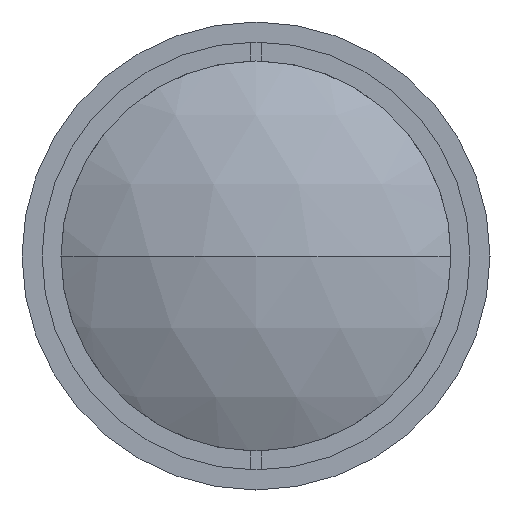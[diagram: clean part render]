
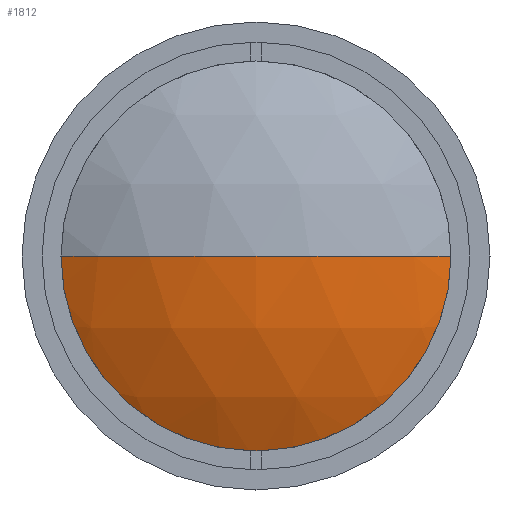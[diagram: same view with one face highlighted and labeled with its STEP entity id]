
A CAD part, left-side view. The second image highlights one B-rep face of the part: STEP entity #1812.
In plain terms, the highlighted spherical face has radius 36.6 mm.
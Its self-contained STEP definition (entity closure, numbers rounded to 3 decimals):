
#116 = DIRECTION ( 'NONE',  ( 0., 0., -1. ) ) ;
#183 = AXIS2_PLACEMENT_3D ( 'NONE', #455, #723, #2128 ) ;
#242 = CARTESIAN_POINT ( 'NONE',  ( 38.137, 0., 0. ) ) ;
#324 = AXIS2_PLACEMENT_3D ( 'NONE', #909, #457, #1789 ) ;
#413 = CARTESIAN_POINT ( 'NONE',  ( 38.137, 0., 0. ) ) ;
#455 = CARTESIAN_POINT ( 'NONE',  ( 6.557, 0., 0. ) ) ;
#457 = DIRECTION ( 'NONE',  ( 0., 0., -1. ) ) ;
#490 = EDGE_CURVE ( 'NONE', #1184, #924, #2109, .T. ) ;
#568 = SPHERICAL_SURFACE ( 'NONE', #1185, 36.6 ) ;
#611 = EDGE_LOOP ( 'NONE', ( #1328, #1499, #1038 ) ) ;
#632 = CARTESIAN_POINT ( 'NONE',  ( 6.557, -18.5, 0. ) ) ;
#641 = EDGE_CURVE ( 'NONE', #1661, #924, #665, .T. ) ;
#665 = CIRCLE ( 'NONE', #324, 36.6 ) ;
#723 = DIRECTION ( 'NONE',  ( -1., 0., 0. ) ) ;
#770 = FACE_OUTER_BOUND ( 'NONE', #611, .T. ) ;
#781 = DIRECTION ( 'NONE',  ( 0., 1., 0. ) ) ;
#909 = CARTESIAN_POINT ( 'NONE',  ( 38.137, 0., 0. ) ) ;
#924 = VERTEX_POINT ( 'NONE', #1358 ) ;
#1038 = ORIENTED_EDGE ( 'NONE', *, *, #490, .F. ) ;
#1115 = CIRCLE ( 'NONE', #183, 18.5 ) ;
#1184 = VERTEX_POINT ( 'NONE', #1831 ) ;
#1185 = AXIS2_PLACEMENT_3D ( 'NONE', #242, #116, #781 ) ;
#1328 = ORIENTED_EDGE ( 'NONE', *, *, #1722, .T. ) ;
#1358 = CARTESIAN_POINT ( 'NONE',  ( 1.537, 0., 0. ) ) ;
#1499 = ORIENTED_EDGE ( 'NONE', *, *, #641, .T. ) ;
#1553 = DIRECTION ( 'NONE',  ( 1., 0., 0. ) ) ;
#1661 = VERTEX_POINT ( 'NONE', #632 ) ;
#1722 = EDGE_CURVE ( 'NONE', #1184, #1661, #1115, .T. ) ;
#1789 = DIRECTION ( 'NONE',  ( 0., 1., 0. ) ) ;
#1812 = ADVANCED_FACE ( 'NONE', ( #770 ), #568, .T. ) ;
#1831 = CARTESIAN_POINT ( 'NONE',  ( 6.557, 18.5, 0. ) ) ;
#2109 = CIRCLE ( 'NONE', #2143, 36.6 ) ;
#2128 = DIRECTION ( 'NONE',  ( 0., 0., 1. ) ) ;
#2143 = AXIS2_PLACEMENT_3D ( 'NONE', #413, #2304, #1553 ) ;
#2304 = DIRECTION ( 'NONE',  ( 0., 0., 1. ) ) ;
